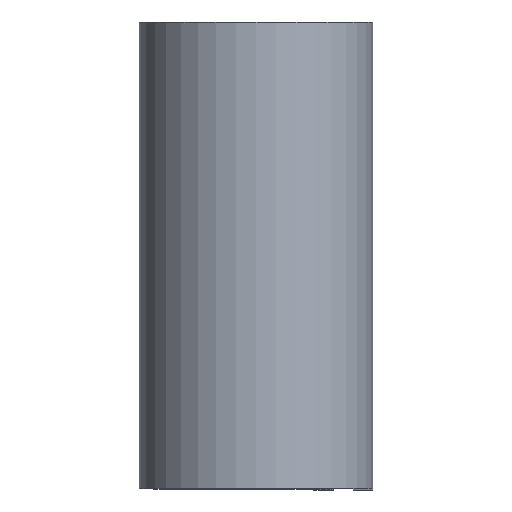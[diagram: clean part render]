
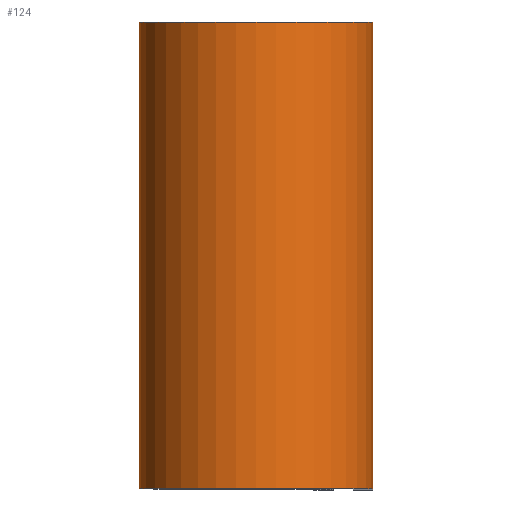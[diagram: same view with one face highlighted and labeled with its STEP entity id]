
A CAD part, top view. The second image highlights one B-rep face of the part: STEP entity #124.
In plain terms, the highlighted cylindrical face has radius 4.775 mm (diameter 9.55 mm), a partial arc.
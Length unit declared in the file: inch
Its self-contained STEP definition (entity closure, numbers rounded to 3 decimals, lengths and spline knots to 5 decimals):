
#73 = LINE ( 'NONE', #247, #419 ) ;
#88 = EDGE_CURVE ( 'NONE', #606, #859, #478, .T. ) ;
#114 = ORIENTED_EDGE ( 'NONE', *, *, #746, .T. ) ;
#123 = AXIS2_PLACEMENT_3D ( 'NONE', #187, #597, #257 ) ;
#124 = ADVANCED_FACE ( 'NONE', ( #454 ), #612, .T. ) ;
#168 = CARTESIAN_POINT ( 'NONE',  ( 0., -0.375, 0.312 ) ) ;
#170 = EDGE_LOOP ( 'NONE', ( #499, #321, #295, #114 ) ) ;
#174 = EDGE_CURVE ( 'NONE', #179, #859, #620, .T. ) ;
#179 = VERTEX_POINT ( 'NONE', #831 ) ;
#187 = CARTESIAN_POINT ( 'NONE',  ( 0., 0.375, 0.312 ) ) ;
#232 = CARTESIAN_POINT ( 'NONE',  ( 0.188, 0.375, 0.312 ) ) ;
#241 = DIRECTION ( 'NONE',  ( 1., 0., 0. ) ) ;
#247 = CARTESIAN_POINT ( 'NONE',  ( -0.188, 0.375, 0.312 ) ) ;
#257 = DIRECTION ( 'NONE',  ( 0., 0., -1. ) ) ;
#284 = VECTOR ( 'NONE', #398, 39.37008 ) ;
#293 = CARTESIAN_POINT ( 'NONE',  ( -0.188, 0.375, 0.312 ) ) ;
#295 = ORIENTED_EDGE ( 'NONE', *, *, #843, .F. ) ;
#315 = DIRECTION ( 'NONE',  ( 0., -1., 0. ) ) ;
#321 = ORIENTED_EDGE ( 'NONE', *, *, #88, .F. ) ;
#351 = CIRCLE ( 'NONE', #482, 0.188 ) ;
#398 = DIRECTION ( 'NONE',  ( 0., -1., 0. ) ) ;
#404 = DIRECTION ( 'NONE',  ( 0., 1., 0. ) ) ;
#419 = VECTOR ( 'NONE', #315, 39.37008 ) ;
#450 = AXIS2_PLACEMENT_3D ( 'NONE', #168, #649, #241 ) ;
#454 = FACE_OUTER_BOUND ( 'NONE', #170, .T. ) ;
#468 = CARTESIAN_POINT ( 'NONE',  ( 0.188, -0.375, 0.312 ) ) ;
#478 = LINE ( 'NONE', #664, #284 ) ;
#482 = AXIS2_PLACEMENT_3D ( 'NONE', #805, #404, #867 ) ;
#499 = ORIENTED_EDGE ( 'NONE', *, *, #174, .T. ) ;
#542 = VERTEX_POINT ( 'NONE', #293 ) ;
#597 = DIRECTION ( 'NONE',  ( 0., -1., 0. ) ) ;
#606 = VERTEX_POINT ( 'NONE', #232 ) ;
#612 = CYLINDRICAL_SURFACE ( 'NONE', #123, 0.188 ) ;
#620 = CIRCLE ( 'NONE', #450, 0.188 ) ;
#649 = DIRECTION ( 'NONE',  ( 0., 1., 0. ) ) ;
#664 = CARTESIAN_POINT ( 'NONE',  ( 0.188, 0.375, 0.312 ) ) ;
#746 = EDGE_CURVE ( 'NONE', #542, #179, #73, .T. ) ;
#805 = CARTESIAN_POINT ( 'NONE',  ( 0., 0.375, 0.312 ) ) ;
#831 = CARTESIAN_POINT ( 'NONE',  ( -0.188, -0.375, 0.312 ) ) ;
#843 = EDGE_CURVE ( 'NONE', #542, #606, #351, .T. ) ;
#859 = VERTEX_POINT ( 'NONE', #468 ) ;
#867 = DIRECTION ( 'NONE',  ( 1., 0., 0. ) ) ;
